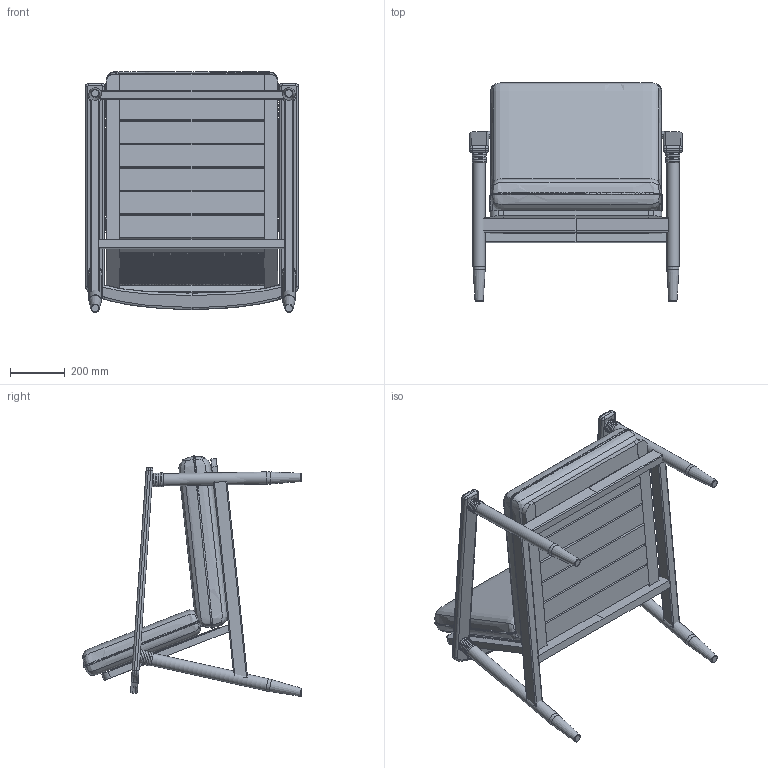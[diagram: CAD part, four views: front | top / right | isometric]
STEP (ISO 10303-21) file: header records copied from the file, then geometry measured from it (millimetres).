
FILE_DESCRIPTION(/* description */ (''),/* implementation_level */ '2;1');
FILE_NAME(/* name */ 'Vincentsheppard_Corda_LC.step',/* time_stamp */ '2020-10-20T16:35:23+02:00',/* author */ (''),/* organization */ (''),/* preprocessor_version */ 'ST-DEVELOPER v18.1',/* originating_system */ 'Autodesk Translation Framework v9.3.0.1241',/* authorisation */ '');
FILE_SCHEMA (('AUTOMOTIVE_DESIGN { 1 0 10303 214 3 1 1 }'));
Length unit declared in the file: millimetre
Products named in the file (1): Vincentsheppard_Corda_LC
Bounding box: 780 x 802.11 x 882.45 mm (x, y, z)
Volume: 93408013.2 mm3; surface area: 6064093.3 mm2
Topology: 152 solids, 152 shells, 839 faces, 1519 edges, 914 vertices
Faces by surface type: plane 312, cylinder 223, torus 212, bspline 68, sphere 20, cone 4
Full cylindrical faces by diameter (mm): 3 x170, 45 x4
Entity records: 34041 total; most frequent: CARTESIAN_POINT 17150, DIRECTION 3883, ORIENTED_EDGE 3034, AXIS2_PLACEMENT_3D 1708, EDGE_CURVE 1517, CIRCLE 935, VERTEX_POINT 914, FACE_OUTER_BOUND 839
